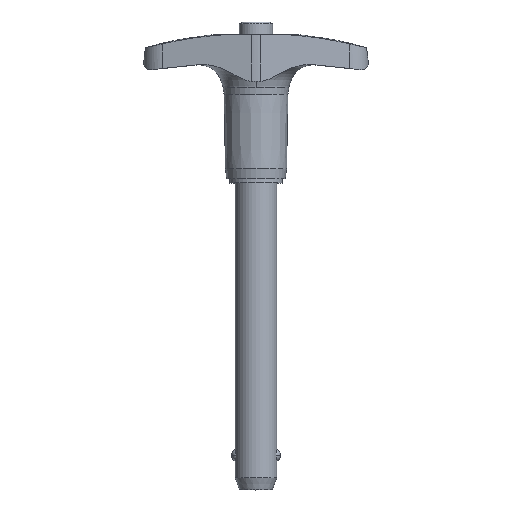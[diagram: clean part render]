
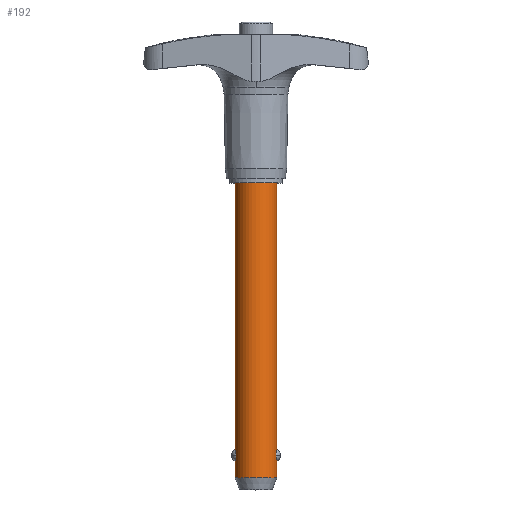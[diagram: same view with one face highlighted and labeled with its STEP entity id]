
A CAD part, top view. The second image highlights one B-rep face of the part: STEP entity #192.
In plain terms, the highlighted cylindrical face has radius 4.763 mm (diameter 9.525 mm), a partial arc.
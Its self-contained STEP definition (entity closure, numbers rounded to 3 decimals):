
#192=ADVANCED_FACE('',(#407),#408,.T.);
#407=FACE_OUTER_BOUND('',#642,.T.);
#408=CYLINDRICAL_SURFACE('',#643,4.763);
#642=EDGE_LOOP('',(#1164,#1165,#1166,#1167,#1168,#1169,#1170,#1171,#1172,#1173));
#643=AXIS2_PLACEMENT_3D('',#1174,#1175,#1176);
#1164=ORIENTED_EDGE('',*,*,#1661,.T.);
#1165=ORIENTED_EDGE('',*,*,#1662,.T.);
#1166=ORIENTED_EDGE('',*,*,#1663,.T.);
#1167=ORIENTED_EDGE('',*,*,#1664,.T.);
#1168=ORIENTED_EDGE('',*,*,#1444,.F.);
#1169=ORIENTED_EDGE('',*,*,#1665,.T.);
#1170=ORIENTED_EDGE('',*,*,#1585,.T.);
#1171=ORIENTED_EDGE('',*,*,#1659,.T.);
#1172=ORIENTED_EDGE('',*,*,#1666,.T.);
#1173=ORIENTED_EDGE('',*,*,#1528,.T.);
#1174=CARTESIAN_POINT('',(0.0,-35.116,0.0));
#1175=DIRECTION('',(-0.0,1.0,0.0));
#1176=DIRECTION('',(1.0,0.0,0.0));
#1444=EDGE_CURVE('',#1728,#1727,#1730,.T.);
#1528=EDGE_CURVE('',#1750,#1746,#1874,.T.);
#1585=EDGE_CURVE('',#1965,#1962,#1966,.T.);
#1659=EDGE_CURVE('',#1962,#2066,#2068,.T.);
#1661=EDGE_CURVE('',#1746,#2070,#2071,.T.);
#1662=EDGE_CURVE('',#2070,#2072,#2073,.T.);
#1663=EDGE_CURVE('',#2072,#2074,#2075,.T.);
#1664=EDGE_CURVE('',#2074,#1727,#2076,.T.);
#1665=EDGE_CURVE('',#1728,#1965,#2077,.T.);
#1666=EDGE_CURVE('',#2066,#1750,#2078,.T.);
#1727=VERTEX_POINT('',#2147);
#1728=VERTEX_POINT('',#2148);
#1730=CIRCLE('',#2150,4.763);
#1746=VERTEX_POINT('',#2168);
#1750=VERTEX_POINT('',#2173);
#1874=CIRCLE('',#2654,4.763);
#1962=VERTEX_POINT('',#3040);
#1965=VERTEX_POINT('',#3043);
#1966=B_SPLINE_CURVE_WITH_KNOTS('',3,(#3044,#3045,#3046,#3047,#3048,#3049,#3050,#3051,#3052,#3053,#3054,#3055,#3056,#3057),.UNSPECIFIED.,.F.,.F.,(4,2,2,2,2,2,4),(6.25,6.614,6.978,7.194,7.411,7.872,8.333),.UNSPECIFIED.);
#2066=VERTEX_POINT('',#3531);
#2068=B_SPLINE_CURVE_WITH_KNOTS('',3,(#3546,#3547,#3548,#3549,#3550,#3551,#3552,#3553,#3554,#3555,#3556,#3557,#3558,#3559),.UNSPECIFIED.,.F.,.F.,(4,2,2,2,2,2,4),(0.0,0.461,0.922,1.139,1.355,1.719,2.083),.UNSPECIFIED.);
#2070=VERTEX_POINT('',#3561);
#2071=LINE('',#3562,#3563);
#2072=VERTEX_POINT('',#3564);
#2073=B_SPLINE_CURVE_WITH_KNOTS('',3,(#3565,#3566,#3567,#3568,#3569,#3570,#3571,#3572,#3573,#3574,#3575,#3576,#3577,#3578),.UNSPECIFIED.,.F.,.F.,(4,2,2,2,2,2,4),(2.083,2.447,2.811,3.028,3.245,3.706,4.167),.UNSPECIFIED.);
#2074=VERTEX_POINT('',#3579);
#2075=B_SPLINE_CURVE_WITH_KNOTS('',3,(#3580,#3581,#3582,#3583,#3584,#3585,#3586,#3587,#3588,#3589,#3590,#3591,#3592,#3593),.UNSPECIFIED.,.F.,.F.,(4,2,2,2,2,2,4),(4.167,4.628,5.089,5.305,5.522,5.886,6.25),.UNSPECIFIED.);
#2076=LINE('',#3594,#3595);
#2077=LINE('',#3596,#3597);
#2078=LINE('',#3598,#3599);
#2147=CARTESIAN_POINT('',(4.763,0.0,0.0));
#2148=CARTESIAN_POINT('',(-4.763,0.0,0.));
#2150=AXIS2_PLACEMENT_3D('',#3909,#3910,#3911);
#2168=CARTESIAN_POINT('',(4.763,-67.45,0.0));
#2173=CARTESIAN_POINT('',(-4.763,-67.45,0.));
#2654=AXIS2_PLACEMENT_3D('',#4033,#4034,#4035);
#3040=CARTESIAN_POINT('',(-4.543,-62.3,1.429));
#3043=CARTESIAN_POINT('',(-4.763,-60.96,0.));
#3044=CARTESIAN_POINT('',(-4.763,-60.96,0.));
#3045=CARTESIAN_POINT('',(-4.763,-60.96,0.121));
#3046=CARTESIAN_POINT('',(-4.757,-60.975,0.253));
#3047=CARTESIAN_POINT('',(-4.737,-61.039,0.507));
#3048=CARTESIAN_POINT('',(-4.722,-61.089,0.629));
#3049=CARTESIAN_POINT('',(-4.696,-61.182,0.797));
#3050=CARTESIAN_POINT('',(-4.684,-61.224,0.863));
#3051=CARTESIAN_POINT('',(-4.66,-61.321,0.985));
#3052=CARTESIAN_POINT('',(-4.647,-61.375,1.042));
#3053=CARTESIAN_POINT('',(-4.612,-61.54,1.192));
#3054=CARTESIAN_POINT('',(-4.587,-61.679,1.282));
#3055=CARTESIAN_POINT('',(-4.552,-61.982,1.4));
#3056=CARTESIAN_POINT('',(-4.543,-62.146,1.429));
#3057=CARTESIAN_POINT('',(-4.543,-62.3,1.429));
#3531=CARTESIAN_POINT('',(-4.763,-63.64,0.));
#3546=CARTESIAN_POINT('',(-4.543,-62.3,1.429));
#3547=CARTESIAN_POINT('',(-4.543,-62.453,1.429));
#3548=CARTESIAN_POINT('',(-4.552,-62.617,1.4));
#3549=CARTESIAN_POINT('',(-4.587,-62.92,1.282));
#3550=CARTESIAN_POINT('',(-4.612,-63.06,1.192));
#3551=CARTESIAN_POINT('',(-4.647,-63.225,1.042));
#3552=CARTESIAN_POINT('',(-4.66,-63.279,0.985));
#3553=CARTESIAN_POINT('',(-4.684,-63.375,0.863));
#3554=CARTESIAN_POINT('',(-4.696,-63.418,0.797));
#3555=CARTESIAN_POINT('',(-4.722,-63.511,0.629));
#3556=CARTESIAN_POINT('',(-4.737,-63.56,0.507));
#3557=CARTESIAN_POINT('',(-4.757,-63.625,0.253));
#3558=CARTESIAN_POINT('',(-4.763,-63.64,0.121));
#3559=CARTESIAN_POINT('',(-4.763,-63.64,0.));
#3561=CARTESIAN_POINT('',(4.763,-63.64,0.));
#3562=CARTESIAN_POINT('',(4.763,-35.116,0.));
#3563=VECTOR('',#4148,1.0);
#3564=CARTESIAN_POINT('',(4.543,-62.3,1.429));
#3565=CARTESIAN_POINT('',(4.763,-63.64,0.0));
#3566=CARTESIAN_POINT('',(4.763,-63.64,0.121));
#3567=CARTESIAN_POINT('',(4.757,-63.625,0.253));
#3568=CARTESIAN_POINT('',(4.737,-63.56,0.507));
#3569=CARTESIAN_POINT('',(4.722,-63.511,0.629));
#3570=CARTESIAN_POINT('',(4.696,-63.418,0.797));
#3571=CARTESIAN_POINT('',(4.684,-63.375,0.863));
#3572=CARTESIAN_POINT('',(4.66,-63.279,0.985));
#3573=CARTESIAN_POINT('',(4.647,-63.225,1.042));
#3574=CARTESIAN_POINT('',(4.612,-63.06,1.192));
#3575=CARTESIAN_POINT('',(4.587,-62.92,1.282));
#3576=CARTESIAN_POINT('',(4.552,-62.617,1.4));
#3577=CARTESIAN_POINT('',(4.543,-62.453,1.429));
#3578=CARTESIAN_POINT('',(4.543,-62.3,1.429));
#3579=CARTESIAN_POINT('',(4.763,-60.96,0.));
#3580=CARTESIAN_POINT('',(4.543,-62.3,1.429));
#3581=CARTESIAN_POINT('',(4.543,-62.146,1.429));
#3582=CARTESIAN_POINT('',(4.552,-61.982,1.4));
#3583=CARTESIAN_POINT('',(4.587,-61.679,1.282));
#3584=CARTESIAN_POINT('',(4.612,-61.54,1.192));
#3585=CARTESIAN_POINT('',(4.647,-61.375,1.042));
#3586=CARTESIAN_POINT('',(4.66,-61.321,0.985));
#3587=CARTESIAN_POINT('',(4.684,-61.224,0.863));
#3588=CARTESIAN_POINT('',(4.696,-61.182,0.797));
#3589=CARTESIAN_POINT('',(4.722,-61.089,0.629));
#3590=CARTESIAN_POINT('',(4.737,-61.039,0.507));
#3591=CARTESIAN_POINT('',(4.757,-60.975,0.253));
#3592=CARTESIAN_POINT('',(4.763,-60.96,0.121));
#3593=CARTESIAN_POINT('',(4.763,-60.96,0.));
#3594=CARTESIAN_POINT('',(4.763,-35.116,0.));
#3595=VECTOR('',#4149,1.0);
#3596=CARTESIAN_POINT('',(-4.763,-35.116,0.));
#3597=VECTOR('',#4150,1.0);
#3598=CARTESIAN_POINT('',(-4.763,-35.116,0.));
#3599=VECTOR('',#4151,1.0);
#3909=CARTESIAN_POINT('',(0.0,0.0,0.0));
#3910=DIRECTION('',(-0.0,1.0,0.0));
#3911=DIRECTION('',(1.0,0.0,0.0));
#4033=CARTESIAN_POINT('',(0.0,-67.45,0.0));
#4034=DIRECTION('',(0.,1.0,0.0));
#4035=DIRECTION('',(1.0,0.,0.0));
#4148=DIRECTION('',(0.0,1.0,0.0));
#4149=DIRECTION('',(0.0,1.0,0.0));
#4150=DIRECTION('',(-0.0,-1.0,-0.0));
#4151=DIRECTION('',(-0.0,-1.0,-0.0));
